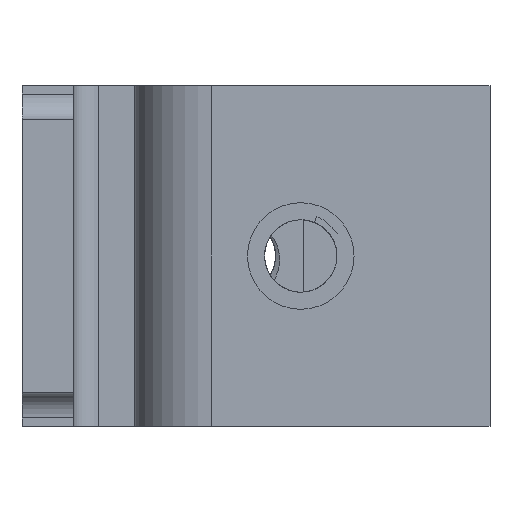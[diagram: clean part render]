
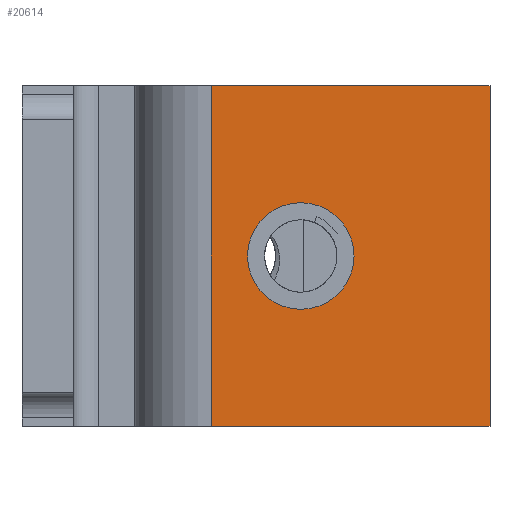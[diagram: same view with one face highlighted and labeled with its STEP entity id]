
A CAD part, left-side view. The second image highlights one B-rep face of the part: STEP entity #20614.
In plain terms, the highlighted planar face has unit normal (-1, 0, 0).
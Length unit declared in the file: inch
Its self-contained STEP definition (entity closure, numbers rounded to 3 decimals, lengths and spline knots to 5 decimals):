
#259 = LINE ( 'NONE', #17413, #10487 ) ;
#339 = DIRECTION ( 'NONE',  ( 0., 0., -1. ) ) ;
#601 = EDGE_CURVE ( 'NONE', #7955, #11489, #17657, .T. ) ;
#1744 = DIRECTION ( 'NONE',  ( 0., -1., 0. ) ) ;
#1769 = CARTESIAN_POINT ( 'NONE',  ( 0., 0.87402, 0.24606 ) ) ;
#2744 = ORIENTED_EDGE ( 'NONE', *, *, #7862, .F. ) ;
#3028 = FACE_BOUND ( 'NONE', #14313, .T. ) ;
#3330 = VERTEX_POINT ( 'NONE', #4925 ) ;
#3384 = ORIENTED_EDGE ( 'NONE', *, *, #14481, .F. ) ;
#3918 = AXIS2_PLACEMENT_3D ( 'NONE', #6455, #19732, #12980 ) ;
#4925 = CARTESIAN_POINT ( 'NONE',  ( 0., 0.87402, -0.24606 ) ) ;
#4983 = DIRECTION ( 'NONE',  ( -1., 0., 0. ) ) ;
#5322 = CARTESIAN_POINT ( 'NONE',  ( 0., 1.2874, 0.7874 ) ) ;
#6455 = CARTESIAN_POINT ( 'NONE',  ( 0., 0.87402, 0. ) ) ;
#6970 = ORIENTED_EDGE ( 'NONE', *, *, #17021, .T. ) ;
#7862 = EDGE_CURVE ( 'NONE', #20234, #19285, #259, .T. ) ;
#7955 = VERTEX_POINT ( 'NONE', #10732 ) ;
#8465 = DIRECTION ( 'NONE',  ( 1., 0., 0. ) ) ;
#9003 = CARTESIAN_POINT ( 'NONE',  ( 0., 0., -0.7874 ) ) ;
#9356 = CARTESIAN_POINT ( 'NONE',  ( 0., 0., 0.7874 ) ) ;
#9493 = VECTOR ( 'NONE', #11168, 39.37008 ) ;
#10080 = EDGE_CURVE ( 'NONE', #3330, #10170, #11782, .T. ) ;
#10170 = VERTEX_POINT ( 'NONE', #1769 ) ;
#10193 = AXIS2_PLACEMENT_3D ( 'NONE', #5322, #8465, #339 ) ;
#10286 = LINE ( 'NONE', #21087, #9493 ) ;
#10487 = VECTOR ( 'NONE', #17479, 39.37008 ) ;
#10732 = CARTESIAN_POINT ( 'NONE',  ( 0., 1.2874, -0.7874 ) ) ;
#11125 = FACE_OUTER_BOUND ( 'NONE', #15295, .T. ) ;
#11168 = DIRECTION ( 'NONE',  ( 0., 0., -1. ) ) ;
#11274 = AXIS2_PLACEMENT_3D ( 'NONE', #21731, #4983, #16573 ) ;
#11489 = VERTEX_POINT ( 'NONE', #9003 ) ;
#11638 = EDGE_CURVE ( 'NONE', #19285, #11489, #20910, .T. ) ;
#11782 = CIRCLE ( 'NONE', #11274, 0.24606 ) ;
#12402 = VECTOR ( 'NONE', #1744, 39.37008 ) ;
#12557 = CARTESIAN_POINT ( 'NONE',  ( 0., 0., 0.7874 ) ) ;
#12980 = DIRECTION ( 'NONE',  ( 0., 1., 0. ) ) ;
#13532 = PLANE ( 'NONE',  #10193 ) ;
#14313 = EDGE_LOOP ( 'NONE', ( #3384, #15226 ) ) ;
#14481 = EDGE_CURVE ( 'NONE', #10170, #3330, #20908, .T. ) ;
#15226 = ORIENTED_EDGE ( 'NONE', *, *, #10080, .F. ) ;
#15295 = EDGE_LOOP ( 'NONE', ( #6970, #17676, #18968, #2744 ) ) ;
#15834 = DIRECTION ( 'NONE',  ( 0., 0., -1. ) ) ;
#16573 = DIRECTION ( 'NONE',  ( 0., 1., 0. ) ) ;
#17021 = EDGE_CURVE ( 'NONE', #20234, #7955, #10286, .T. ) ;
#17131 = CARTESIAN_POINT ( 'NONE',  ( 0., 1.2874, -0.7874 ) ) ;
#17252 = CARTESIAN_POINT ( 'NONE',  ( 0., 1.2874, 0.7874 ) ) ;
#17413 = CARTESIAN_POINT ( 'NONE',  ( 0., 1.2874, 0.7874 ) ) ;
#17479 = DIRECTION ( 'NONE',  ( 0., -1., 0. ) ) ;
#17657 = LINE ( 'NONE', #17131, #12402 ) ;
#17676 = ORIENTED_EDGE ( 'NONE', *, *, #601, .T. ) ;
#18968 = ORIENTED_EDGE ( 'NONE', *, *, #11638, .F. ) ;
#19285 = VERTEX_POINT ( 'NONE', #12557 ) ;
#19732 = DIRECTION ( 'NONE',  ( -1., 0., 0. ) ) ;
#20234 = VERTEX_POINT ( 'NONE', #17252 ) ;
#20389 = VECTOR ( 'NONE', #15834, 39.37008 ) ;
#20614 = ADVANCED_FACE ( 'NONE', ( #3028, #11125 ), #13532, .F. ) ;
#20908 = CIRCLE ( 'NONE', #3918, 0.24606 ) ;
#20910 = LINE ( 'NONE', #9356, #20389 ) ;
#21087 = CARTESIAN_POINT ( 'NONE',  ( 0., 1.2874, 0.7874 ) ) ;
#21731 = CARTESIAN_POINT ( 'NONE',  ( 0., 0.87402, 0. ) ) ;
